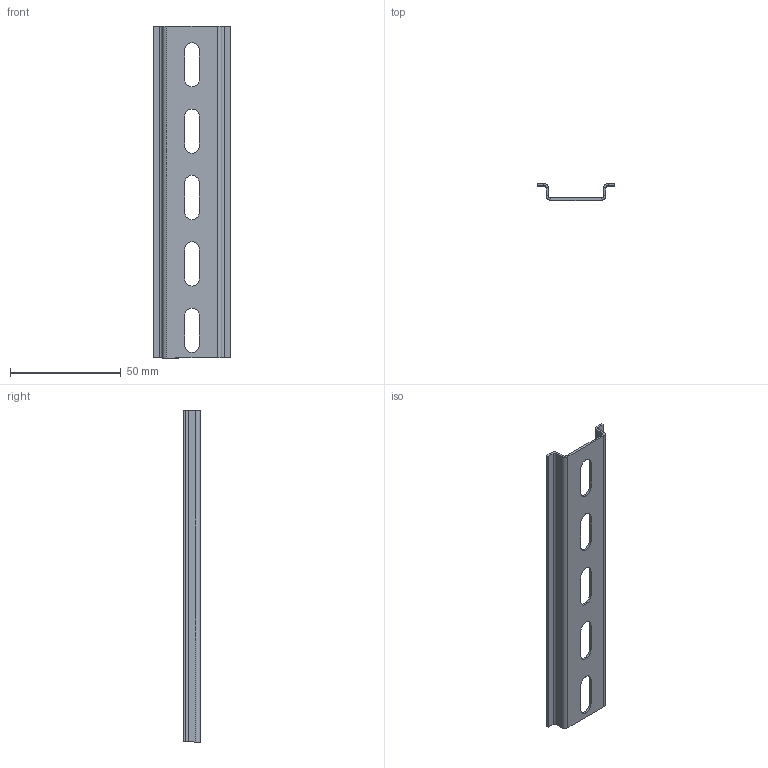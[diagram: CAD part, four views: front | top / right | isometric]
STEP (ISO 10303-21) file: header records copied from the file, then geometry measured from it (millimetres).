
FILE_DESCRIPTION (( 'STEP AP214' ), '1' );
FILE_NAME ('DNR-3-1,0-150.STEP', '2023-11-30T07:49:33', ( '' ), ( '' ), 'SwSTEP 2.0', 'SolidWorks 2022', '' );
FILE_SCHEMA (( 'AUTOMOTIVE_DESIGN' ));
Length unit declared in the file: millimetre
Products named in the file (1): DNR-3-1,0-150
Bounding box: 35 x 7.5 x 150 mm (x, y, z)
Volume: 6209.1 mm3; surface area: 13046.1 mm2
Topology: 1 solids, 1 shells, 58 faces, 136 edges, 80 vertices
Faces by surface type: plane 40, cylinder 18
Entity records: 1685 total; most frequent: DIRECTION 290, CARTESIAN_POINT 275, ORIENTED_EDGE 272, EDGE_CURVE 136, VECTOR 100, LINE 100, AXIS2_PLACEMENT_3D 95, VERTEX_POINT 80
